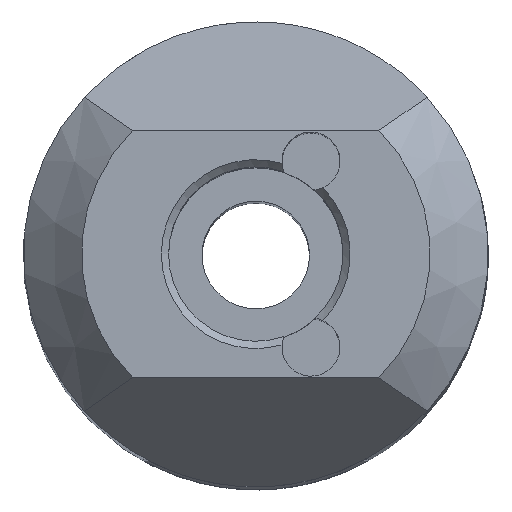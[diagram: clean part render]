
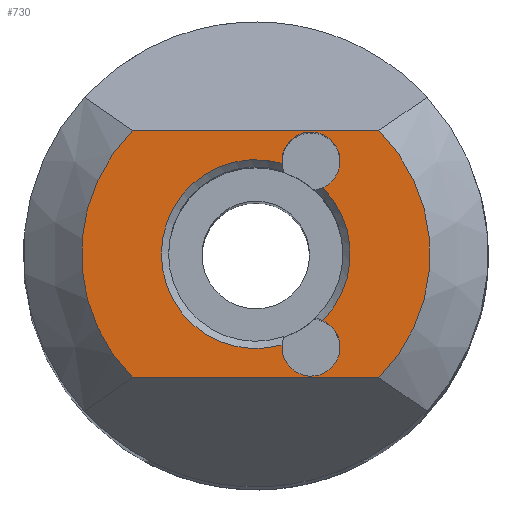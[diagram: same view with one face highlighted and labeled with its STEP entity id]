
A CAD part, top view. The second image highlights one B-rep face of the part: STEP entity #730.
In plain terms, the highlighted planar face has unit normal (0, 0, 1).
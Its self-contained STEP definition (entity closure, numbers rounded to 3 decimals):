
#8 = CARTESIAN_POINT ( 'NONE',  ( 0., 0., 75. ) ) ;
#18 = DIRECTION ( 'NONE',  ( 0., 0., 1. ) ) ;
#21 = ORIENTED_EDGE ( 'NONE', *, *, #957, .F. ) ;
#27 = VECTOR ( 'NONE', #1238, 1000. ) ;
#31 = CARTESIAN_POINT ( 'NONE',  ( -4.235, -4.25, 75. ) ) ;
#34 = DIRECTION ( 'NONE',  ( 0., 0., 1. ) ) ;
#45 = DIRECTION ( 'NONE',  ( 0., 0., -1. ) ) ;
#65 = DIRECTION ( 'NONE',  ( 0., 0., 1. ) ) ;
#193 = ORIENTED_EDGE ( 'NONE', *, *, #1400, .F. ) ;
#214 = DIRECTION ( 'NONE',  ( 0., 0., 1. ) ) ;
#218 = CARTESIAN_POINT ( 'NONE',  ( 4.235, -4.25, 75. ) ) ;
#343 = EDGE_CURVE ( 'NONE', #858, #1447, #926, .T. ) ;
#348 = DIRECTION ( 'NONE',  ( 1., 0., 0. ) ) ;
#367 = DIRECTION ( 'NONE',  ( 1., 0., 0. ) ) ;
#370 = CARTESIAN_POINT ( 'NONE',  ( 2.309, 2.287, 75. ) ) ;
#376 = CARTESIAN_POINT ( 'NONE',  ( 0., 0., 75. ) ) ;
#382 = DIRECTION ( 'NONE',  ( 0., 0., -1. ) ) ;
#385 = CARTESIAN_POINT ( 'NONE',  ( 0.903, -3.122, 75. ) ) ;
#391 = DIRECTION ( 'NONE',  ( 1., 0., 0. ) ) ;
#395 = DIRECTION ( 'NONE',  ( 1., 0., 0. ) ) ;
#402 = AXIS2_PLACEMENT_3D ( 'NONE', #1021, #214, #856 ) ;
#455 = EDGE_CURVE ( 'NONE', #1974, #1855, #586, .T. ) ;
#466 = CIRCLE ( 'NONE', #402, 1. ) ;
#523 = VECTOR ( 'NONE', #1977, 1000. ) ;
#540 = ORIENTED_EDGE ( 'NONE', *, *, #343, .T. ) ;
#554 = CARTESIAN_POINT ( 'NONE',  ( 0., 0., 75. ) ) ;
#586 = CIRCLE ( 'NONE', #1978, 3.25 ) ;
#598 = CARTESIAN_POINT ( 'NONE',  ( -8., -4.25, 75. ) ) ;
#653 = CARTESIAN_POINT ( 'NONE',  ( 0.903, 3.122, 75. ) ) ;
#665 = EDGE_CURVE ( 'NONE', #1599, #1308, #1284, .T. ) ;
#672 = FACE_OUTER_BOUND ( 'NONE', #1467, .T. ) ;
#676 = CARTESIAN_POINT ( 'NONE',  ( 1.9, -3.2, 75. ) ) ;
#707 = ORIENTED_EDGE ( 'NONE', *, *, #907, .T. ) ;
#714 = AXIS2_PLACEMENT_3D ( 'NONE', #376, #65, #391 ) ;
#720 = CARTESIAN_POINT ( 'NONE',  ( -4.235, 4.25, 75. ) ) ;
#730 = ADVANCED_FACE ( 'NONE', ( #672, #1954 ), #1166, .T. ) ;
#766 = AXIS2_PLACEMENT_3D ( 'NONE', #676, #34, #348 ) ;
#797 = CIRCLE ( 'NONE', #1732, 3.25 ) ;
#818 = EDGE_CURVE ( 'NONE', #1826, #1855, #1271, .T. ) ;
#856 = DIRECTION ( 'NONE',  ( 1., 0., 0. ) ) ;
#858 = VERTEX_POINT ( 'NONE', #720 ) ;
#907 = EDGE_CURVE ( 'NONE', #1826, #1195, #797, .T. ) ;
#926 = CIRCLE ( 'NONE', #2046, 6. ) ;
#957 = EDGE_CURVE ( 'NONE', #1974, #1195, #466, .T. ) ;
#1021 = CARTESIAN_POINT ( 'NONE',  ( 1.9, 3.2, 75. ) ) ;
#1055 = EDGE_CURVE ( 'NONE', #1447, #1599, #1696, .T. ) ;
#1059 = EDGE_LOOP ( 'NONE', ( #21, #1373, #1415, #707 ) ) ;
#1166 = PLANE ( 'NONE',  #1776 ) ;
#1169 = CARTESIAN_POINT ( 'NONE',  ( -8., 4.25, 75. ) ) ;
#1195 = VERTEX_POINT ( 'NONE', #653 ) ;
#1238 = DIRECTION ( 'NONE',  ( 1., 0., 0. ) ) ;
#1271 = CIRCLE ( 'NONE', #766, 1. ) ;
#1284 = CIRCLE ( 'NONE', #714, 6. ) ;
#1290 = DIRECTION ( 'NONE',  ( 1., 0., 0. ) ) ;
#1308 = VERTEX_POINT ( 'NONE', #1420 ) ;
#1334 = DIRECTION ( 'NONE',  ( 1., 0., 0. ) ) ;
#1373 = ORIENTED_EDGE ( 'NONE', *, *, #455, .T. ) ;
#1400 = EDGE_CURVE ( 'NONE', #858, #1308, #1933, .T. ) ;
#1415 = ORIENTED_EDGE ( 'NONE', *, *, #818, .F. ) ;
#1420 = CARTESIAN_POINT ( 'NONE',  ( 4.235, 4.25, 75. ) ) ;
#1447 = VERTEX_POINT ( 'NONE', #31 ) ;
#1467 = EDGE_LOOP ( 'NONE', ( #1763, #2065, #193, #540 ) ) ;
#1484 = DIRECTION ( 'NONE',  ( 0., 0., 1. ) ) ;
#1599 = VERTEX_POINT ( 'NONE', #218 ) ;
#1696 = LINE ( 'NONE', #598, #27 ) ;
#1732 = AXIS2_PLACEMENT_3D ( 'NONE', #554, #45, #395 ) ;
#1763 = ORIENTED_EDGE ( 'NONE', *, *, #1055, .T. ) ;
#1776 = AXIS2_PLACEMENT_3D ( 'NONE', #1798, #1484, #367 ) ;
#1782 = CARTESIAN_POINT ( 'NONE',  ( 0., 0., 75. ) ) ;
#1798 = CARTESIAN_POINT ( 'NONE',  ( 0., 0., 75. ) ) ;
#1806 = CARTESIAN_POINT ( 'NONE',  ( 2.309, -2.287, 75. ) ) ;
#1826 = VERTEX_POINT ( 'NONE', #385 ) ;
#1855 = VERTEX_POINT ( 'NONE', #1806 ) ;
#1933 = LINE ( 'NONE', #1169, #523 ) ;
#1954 = FACE_BOUND ( 'NONE', #1059, .T. ) ;
#1974 = VERTEX_POINT ( 'NONE', #370 ) ;
#1977 = DIRECTION ( 'NONE',  ( 1., 0., 0. ) ) ;
#1978 = AXIS2_PLACEMENT_3D ( 'NONE', #1782, #382, #1334 ) ;
#2046 = AXIS2_PLACEMENT_3D ( 'NONE', #8, #18, #1290 ) ;
#2065 = ORIENTED_EDGE ( 'NONE', *, *, #665, .T. ) ;
